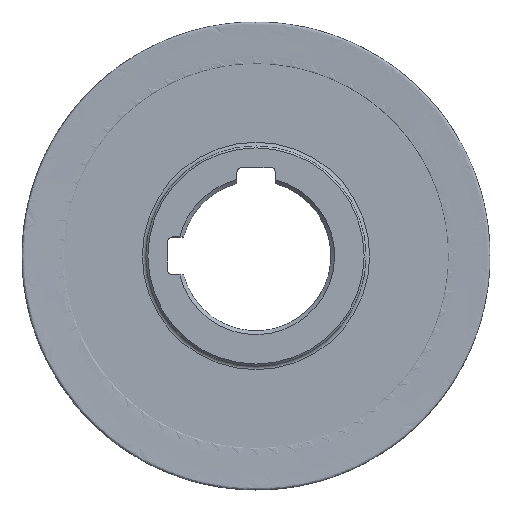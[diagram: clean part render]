
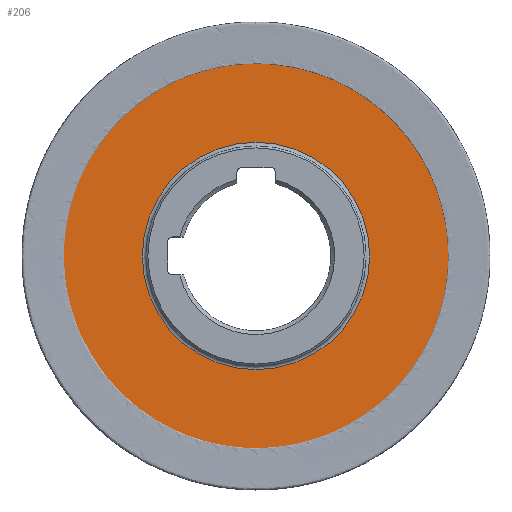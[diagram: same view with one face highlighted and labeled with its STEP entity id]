
A CAD part, top view. The second image highlights one B-rep face of the part: STEP entity #206.
In plain terms, the highlighted planar face has unit normal (0, 0, 1).
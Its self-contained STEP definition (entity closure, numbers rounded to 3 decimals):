
#206=ADVANCED_FACE('TB_SU_5',(#247,#248),#237,.T.);
#237=PLANE('',#715);
#247=FACE_BOUND('',#275,.T.);
#248=FACE_BOUND('',#276,.T.);
#275=EDGE_LOOP('',(#317));
#276=EDGE_LOOP('',(#318));
#317=ORIENTED_EDGE('',*,*,#483,.T.);
#318=ORIENTED_EDGE('',*,*,#484,.T.);
#437=VERTEX_POINT('',#978);
#438=VERTEX_POINT('',#980);
#483=EDGE_CURVE('',#437,#437,#543,.T.);
#484=EDGE_CURVE('',#438,#438,#544,.T.);
#543=CIRCLE('',#713,24.3);
#544=CIRCLE('',#714,47.955);
#713=AXIS2_PLACEMENT_3D('',#977,#803,#804);
#714=AXIS2_PLACEMENT_3D('',#979,#805,#806);
#715=AXIS2_PLACEMENT_3D('',#981,#807,#808);
#803=DIRECTION('',(0.,0.,-1.));
#804=DIRECTION('',(1.,0.,0.));
#805=DIRECTION('',(0.,0.,1.));
#806=DIRECTION('',(1.,0.,0.));
#807=DIRECTION('',(0.,0.,1.));
#808=DIRECTION('',(1.,0.,0.));
#977=CARTESIAN_POINT('',(0.,0.,-1.4));
#978=CARTESIAN_POINT('',(24.3,0.,-1.4));
#979=CARTESIAN_POINT('',(0.,0.,-1.4));
#980=CARTESIAN_POINT('',(47.955,0.,-1.4));
#981=CARTESIAN_POINT('',(-48.955,0.,-1.4));
